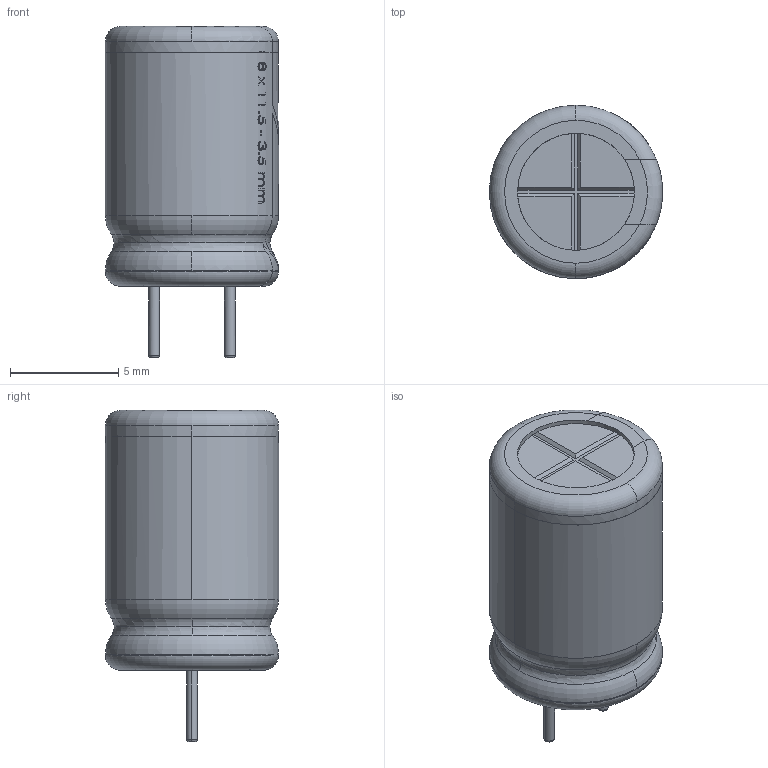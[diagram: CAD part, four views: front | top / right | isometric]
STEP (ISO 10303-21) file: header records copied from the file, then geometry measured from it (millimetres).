
FILE_DESCRIPTION (( 'STEP AP214' ), '1' );
FILE_NAME ('Cap-EL(8x12-3_5).STEP', '2020-04-29T14:02:53', ( '' ), ( '' ), 'SwSTEP 2.0', 'SolidWorks 2017', '' );
FILE_SCHEMA (( 'AUTOMOTIVE_DESIGN' ));
Length unit declared in the file: millimetre
Products named in the file (3): Cap-EL(8x12-3_5); Cap-EL(8x11_5-3_5)_8; Cap-EL(8x11_5-3_5)_4
Assembly tree (2 placements, depth 2):
  Cap-EL(8x12-3_5)
    Cap-EL(8x11_5-3_5)_8
    Cap-EL(8x11_5-3_5)_4
Bounding box: 8 x 8 x 15.3 mm (x, y, z)
Volume: 336.6 mm3; surface area: 689 mm2
Topology: 2 solids, 2 shells, 488 faces, 1279 edges, 843 vertices
Faces by surface type: plane 218, bspline 165, cylinder 73, torus 32
Entity records: 28258 total; most frequent: CARTESIAN_POINT 16516, ORIENTED_EDGE 2558, DIRECTION 1586, EDGE_CURVE 1279, VERTEX_POINT 843, LINE 602, VECTOR 602, EDGE_LOOP 536
